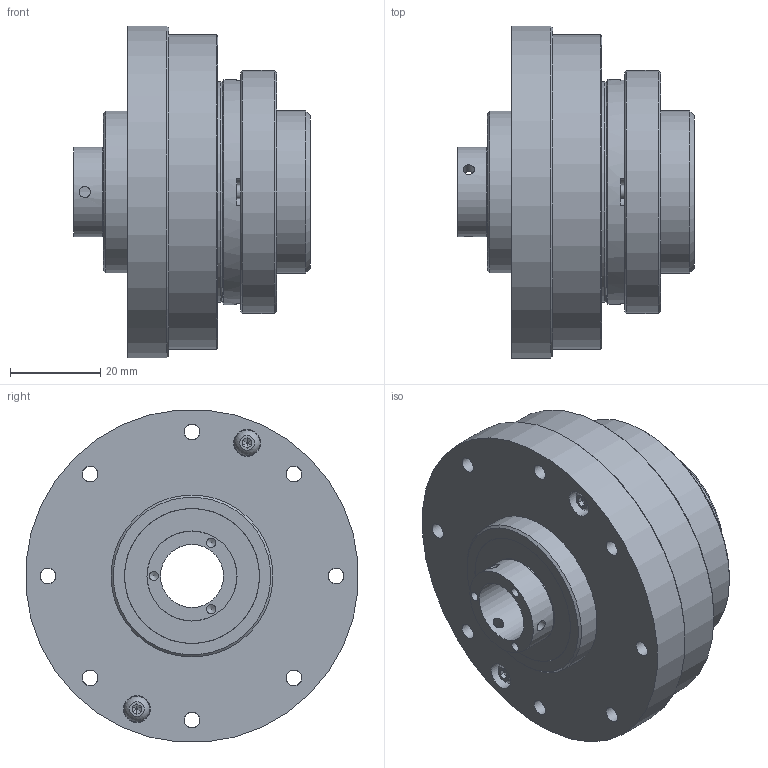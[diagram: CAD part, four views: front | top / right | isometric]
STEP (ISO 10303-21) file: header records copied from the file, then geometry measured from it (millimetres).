
FILE_DESCRIPTION(/* description */ ('STEP AP242','CAx-IF Rec.Pracs.---Representation and Presentation of Product Manufacturing Information (PMI)---4.0---2014-10-13','CAx-IF Rec.Pracs.---3D Tessellated Geometry---0.4---2014-09-14','2;1'),/* implementation_level */ '2;1');
FILE_NAME(/* name */ '688772e7a62ef20fe4204dca',/* time_stamp */ '2025-07-28T12:54:01Z',/* author */ (''),/* organization */ (''),/* preprocessor_version */ 'ST-DEVELOPER v20',/* originating_system */ 'ONSHAPE BY PTC INC, 1.201',/* authorisation */ ' ');
FILE_SCHEMA (('AP242_MANAGED_MODEL_BASED_3D_ENGINEERING_MIM_LF { 1 0 10303 442 1 1 4 }'));
Length unit declared in the file: metre
Products named in the file (21): HS-14-II; ??20X30X5; ??2; hexagon socket head cap screws gb_GB_FASTENER_SCREWS_HSHCS M3X10-C; deep groove ball bearings gb_Rolling bearings 61804 GB 276-94; hexagon socket button head screws gb_GB_SOCKET_TYPE7 M3X10-C; ????-STXB-14050; ??-STXB-14-50-CV0; 14????; ??1; ????-STRU-14-70-135X?70-V1 <1>; ????-??-?3; ??????-14-70-V0; ??????-14-70-??-V0; 14??; ????-??-STRU-14-70; O????-?53X?18; ????-??-STRU-14-70-V1; hexagon socket head cap screws gb_GB_FASTENER_SCREWS_HSHCS M2X5-C
Assembly tree (104 placements, depth 3):
  HS-14-II
    ??20X30X5  x2
    ??2
    hexagon socket head cap screws gb_GB_FASTENER_SCREWS_HSHCS M3X10-C  x4
    deep groove ball bearings gb_Rolling bearings 61804 GB 276-94  x2
    hexagon socket button head screws gb_GB_SOCKET_TYPE7 M3X10-C  x3
    ????-STXB-14050
    ????-STXB-14050
    ??-STXB-14-50-CV0
    14????
    ??1
    ????-STRU-14-70-135X?70-V1 <1>
      ????-??-?3  x40
      ??????-14-70-V0  x20
      ??????-14-70-??-V0  x20
      14??
      ????-??-STRU-14-70
      O????-?53X?18
      ????-??-STRU-14-70-V1
      hexagon socket head cap screws gb_GB_FASTENER_SCREWS_HSHCS M2X5-C
      ????-??-STRU-14-70
Bounding box: 52.6 x 73.72 x 73.72 mm (x, y, z)
Volume: 91556.2 mm3; surface area: 83789.1 mm2
Topology: 103 solids, 103 shells, 1113 faces, 2870 edges, 1921 vertices
Faces by surface type: plane 462, cylinder 297, cone 169, torus 128, sphere 55, bspline 2
Full cylindrical faces by diameter (mm): 1.6 x1, 2 x1, 2.05 x3, 2.4 x1, 2.5 x17, 3 x47, 3.4 x10, 3.5 x42, 3.8 x1, 4.2 x1, 5.5 x4, 6 x6, 14 x1, 19.6 x2, 19.9 x1, 20 x6, 22 x2, 23.5 x1, 24 x4, 25.07 x1, 25.4 x2, 26.67 x2, 28 x4, 29.5 x1, 30 x4, 32 x4, 32.372 x2, 33.896 x2, 34.245 x1, 34.296 x1
Entity records: 16202 total; most frequent: CARTESIAN_POINT 2975, DIRECTION 2868, ORIENTED_EDGE 2060, AXIS2_PLACEMENT_3D 1351, EDGE_CURVE 1030, FACE_BOUND 962, EDGE_LOOP 941, VERTEX_POINT 856
